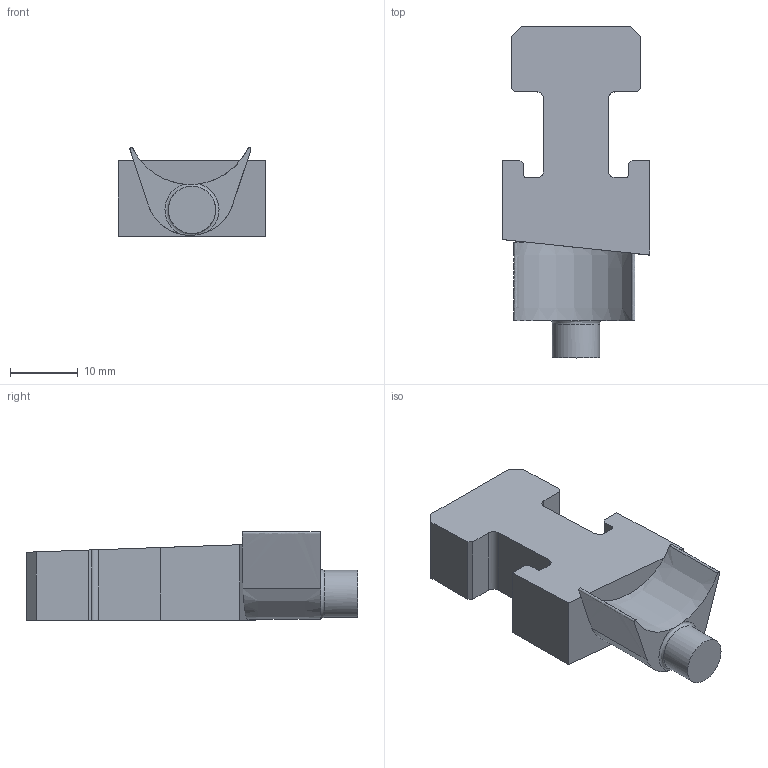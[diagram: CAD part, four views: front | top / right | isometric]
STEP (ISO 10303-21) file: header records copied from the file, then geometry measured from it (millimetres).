
FILE_DESCRIPTION(/* description */ (''),/* implementation_level */ '2;1');
FILE_NAME(/* name */ 'ROW-1(18-12-2023).stp',/* time_stamp */ '2023-12-18T12:26:28+06:00',/* author */ (''),/* organization */ (''),/* preprocessor_version */ 'ST-DEVELOPER v16.7',/* originating_system */ 'SIEMENS PLM Software NX 12.0',/* authorisation */ '');
FILE_SCHEMA (('AUTOMOTIVE_DESIGN { 1 0 10303 214 3 1 1 1 }'));
Length unit declared in the file: millimetre
Products named in the file (1): ROW-1
Bounding box: 21.8 x 49.1 x 13.11 mm (x, y, z)
Volume: 7227.2 mm3; surface area: 3262.9 mm2
Topology: 1 solids, 1 shells, 39 faces, 111 edges, 74 vertices
Faces by surface type: plane 29, cylinder 7, extrusion 2, bspline 1
Full cylindrical faces by diameter (mm): 7 x1
Entity records: 1703 total; most frequent: CARTESIAN_POINT 716, ORIENTED_EDGE 214, DIRECTION 179, EDGE_CURVE 107, VECTOR 79, LINE 77, VERTEX_POINT 72, AXIS2_PLACEMENT_3D 50
